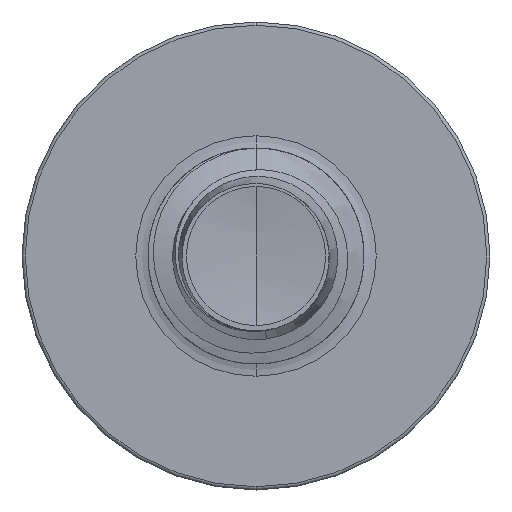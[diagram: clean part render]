
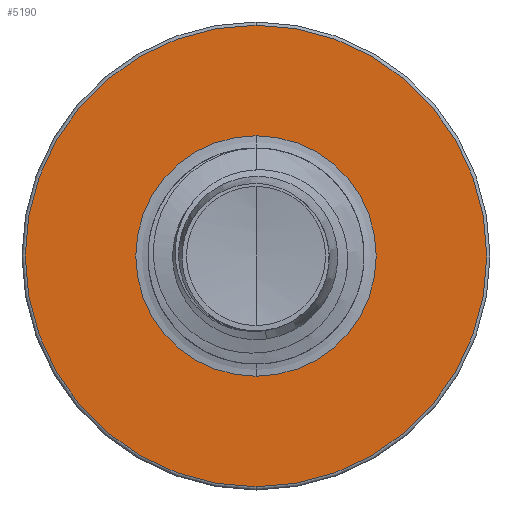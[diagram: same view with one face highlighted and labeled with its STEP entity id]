
A CAD part, front view. The second image highlights one B-rep face of the part: STEP entity #5190.
In plain terms, the highlighted planar face has unit normal (0, -1, 0).
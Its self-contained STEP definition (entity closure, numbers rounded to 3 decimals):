
#24 = CARTESIAN_POINT ( 'NONE',  ( 0., 9., 0. ) ) ;
#27 = EDGE_LOOP ( 'NONE', ( #12255, #11077 ) ) ;
#203 = VERTEX_POINT ( 'NONE', #22447 ) ;
#917 = CARTESIAN_POINT ( 'NONE',  ( 0., 9., 1.67 ) ) ;
#1894 = CARTESIAN_POINT ( 'NONE',  ( 0., 9., -1.67 ) ) ;
#4188 = AXIS2_PLACEMENT_3D ( 'NONE', #16569, #16522, #16346 ) ;
#5190 = ADVANCED_FACE ( 'NONE', ( #22097, #16929 ), #21427, .F. ) ;
#7002 = EDGE_CURVE ( 'NONE', #203, #21080, #9577, .T. ) ;
#9577 = CIRCLE ( 'NONE', #10724, 3.205 ) ;
#10310 = AXIS2_PLACEMENT_3D ( 'NONE', #24, #22489, #21900 ) ;
#10497 = CIRCLE ( 'NONE', #4188, 1.67 ) ;
#10724 = AXIS2_PLACEMENT_3D ( 'NONE', #20980, #20971, #20878 ) ;
#11077 = ORIENTED_EDGE ( 'NONE', *, *, #20917, .F. ) ;
#11204 = EDGE_CURVE ( 'NONE', #17948, #16283, #10497, .T. ) ;
#11695 = CIRCLE ( 'NONE', #12178, 3.205 ) ;
#12178 = AXIS2_PLACEMENT_3D ( 'NONE', #20788, #20760, #20703 ) ;
#12255 = ORIENTED_EDGE ( 'NONE', *, *, #7002, .F. ) ;
#13079 = ORIENTED_EDGE ( 'NONE', *, *, #11204, .T. ) ;
#15812 = CARTESIAN_POINT ( 'NONE',  ( 0., 9., -3.205 ) ) ;
#16283 = VERTEX_POINT ( 'NONE', #917 ) ;
#16346 = DIRECTION ( 'NONE',  ( 0., 0., 1. ) ) ;
#16522 = DIRECTION ( 'NONE',  ( 0., 1., 0. ) ) ;
#16569 = CARTESIAN_POINT ( 'NONE',  ( 0., 9., 0. ) ) ;
#16929 = FACE_BOUND ( 'NONE', #22380, .T. ) ;
#17948 = VERTEX_POINT ( 'NONE', #1894 ) ;
#19060 = AXIS2_PLACEMENT_3D ( 'NONE', #22247, #21360, #21347 ) ;
#20703 = DIRECTION ( 'NONE',  ( 0., 0., 1. ) ) ;
#20760 = DIRECTION ( 'NONE',  ( 0., 1., 0. ) ) ;
#20788 = CARTESIAN_POINT ( 'NONE',  ( 0., 9., 0. ) ) ;
#20878 = DIRECTION ( 'NONE',  ( 0., 0., 1. ) ) ;
#20915 = EDGE_CURVE ( 'NONE', #16283, #17948, #21040, .T. ) ;
#20917 = EDGE_CURVE ( 'NONE', #21080, #203, #11695, .T. ) ;
#20971 = DIRECTION ( 'NONE',  ( 0., 1., 0. ) ) ;
#20980 = CARTESIAN_POINT ( 'NONE',  ( 0., 9., 0. ) ) ;
#21040 = CIRCLE ( 'NONE', #10310, 1.67 ) ;
#21080 = VERTEX_POINT ( 'NONE', #15812 ) ;
#21347 = DIRECTION ( 'NONE',  ( 0., 0., 1. ) ) ;
#21360 = DIRECTION ( 'NONE',  ( 0., 1., 0. ) ) ;
#21427 = PLANE ( 'NONE',  #19060 ) ;
#21900 = DIRECTION ( 'NONE',  ( 0., 0., 1. ) ) ;
#22097 = FACE_OUTER_BOUND ( 'NONE', #27, .T. ) ;
#22247 = CARTESIAN_POINT ( 'NONE',  ( 0., 9., -1.67 ) ) ;
#22380 = EDGE_LOOP ( 'NONE', ( #22844, #13079 ) ) ;
#22447 = CARTESIAN_POINT ( 'NONE',  ( 0., 9., 3.205 ) ) ;
#22489 = DIRECTION ( 'NONE',  ( 0., 1., 0. ) ) ;
#22844 = ORIENTED_EDGE ( 'NONE', *, *, #20915, .T. ) ;
